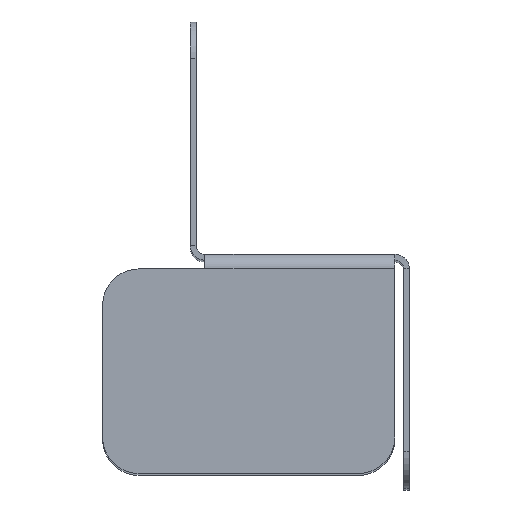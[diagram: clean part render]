
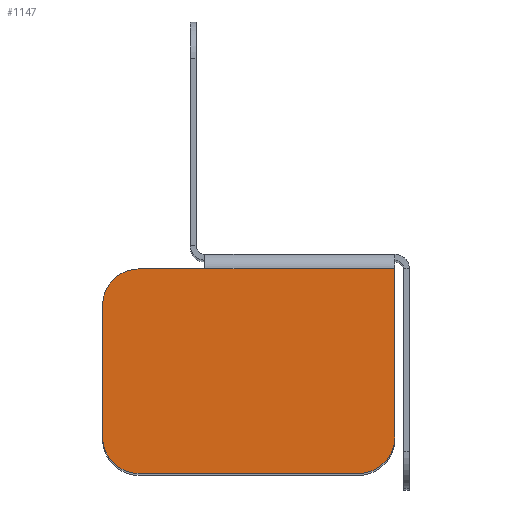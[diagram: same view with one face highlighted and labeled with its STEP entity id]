
A CAD part, top view. The second image highlights one B-rep face of the part: STEP entity #1147.
In plain terms, the highlighted planar face has unit normal (0, 0, 1).
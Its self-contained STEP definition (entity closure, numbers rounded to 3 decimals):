
#8 = CARTESIAN_POINT ( 'NONE',  ( -7.8, -61.8, 77. ) ) ;
#13 = CARTESIAN_POINT ( 'NONE',  ( -7.8, -33.8, 77. ) ) ;
#17 = CARTESIAN_POINT ( 'NONE',  ( -12.8, -56.8, 77. ) ) ;
#18 = CARTESIAN_POINT ( 'NONE',  ( 27.2, -56.8, 77. ) ) ;
#25 = CARTESIAN_POINT ( 'NONE',  ( 1.2, -33.8, 77. ) ) ;
#40 = CARTESIAN_POINT ( 'NONE',  ( -12.8, -38.8, 77. ) ) ;
#180 = CARTESIAN_POINT ( 'NONE',  ( 27.2, -33.8, 77. ) ) ;
#185 = CARTESIAN_POINT ( 'NONE',  ( 22.2, -61.8, 77. ) ) ;
#309 = EDGE_LOOP ( 'NONE', ( #500, #458, #486, #472, #516, #501, #459, #487 ) ) ;
#318 = EDGE_CURVE ( 'NONE', #979, #969, #622, .T. ) ;
#319 = EDGE_CURVE ( 'NONE', #1001, #975, #649, .T. ) ;
#333 = EDGE_CURVE ( 'NONE', #976, #959, #572, .T. ) ;
#334 = EDGE_CURVE ( 'NONE', #979, #959, #530, .T. ) ;
#335 = EDGE_CURVE ( 'NONE', #976, #982, #586, .T. ) ;
#337 = EDGE_CURVE ( 'NONE', #997, #982, #571, .T. ) ;
#458 = ORIENTED_EDGE ( 'NONE', *, *, #335, .T. ) ;
#459 = ORIENTED_EDGE ( 'NONE', *, *, #318, .F. ) ;
#472 = ORIENTED_EDGE ( 'NONE', *, *, #883, .T. ) ;
#486 = ORIENTED_EDGE ( 'NONE', *, *, #337, .F. ) ;
#487 = ORIENTED_EDGE ( 'NONE', *, *, #334, .T. ) ;
#500 = ORIENTED_EDGE ( 'NONE', *, *, #333, .F. ) ;
#501 = ORIENTED_EDGE ( 'NONE', *, *, #877, .F. ) ;
#516 = ORIENTED_EDGE ( 'NONE', *, *, #319, .F. ) ;
#529 = VECTOR ( 'NONE', #1283, 1000. ) ;
#530 = CIRCLE ( 'NONE', #855, 5. ) ;
#558 = VECTOR ( 'NONE', #1312, 1000. ) ;
#571 = LINE ( 'NONE', #1290, #529 ) ;
#572 = LINE ( 'NONE', #1314, #558 ) ;
#586 = CIRCLE ( 'NONE', #854, 5. ) ;
#621 = VECTOR ( 'NONE', #1488, 1000. ) ;
#622 = LINE ( 'NONE', #1493, #621 ) ;
#648 = VECTOR ( 'NONE', #1486, 1000. ) ;
#649 = LINE ( 'NONE', #1500, #648 ) ;
#658 = FACE_OUTER_BOUND ( 'NONE', #309, .T. ) ;
#745 = CIRCLE ( 'NONE', #834, 5. ) ;
#751 = VECTOR ( 'NONE', #1263, 1000. ) ;
#753 = LINE ( 'NONE', #1264, #751 ) ;
#804 = AXIS2_PLACEMENT_3D ( 'NONE', #1429, #1418, #1417 ) ;
#834 = AXIS2_PLACEMENT_3D ( 'NONE', #1238, #1237, #1234 ) ;
#854 = AXIS2_PLACEMENT_3D ( 'NONE', #1295, #1208, #1291 ) ;
#855 = AXIS2_PLACEMENT_3D ( 'NONE', #1305, #1303, #1301 ) ;
#877 = EDGE_CURVE ( 'NONE', #969, #1001, #753, .T. ) ;
#883 = EDGE_CURVE ( 'NONE', #997, #975, #745, .T. ) ;
#959 = VERTEX_POINT ( 'NONE', #40 ) ;
#969 = VERTEX_POINT ( 'NONE', #25 ) ;
#975 = VERTEX_POINT ( 'NONE', #18 ) ;
#976 = VERTEX_POINT ( 'NONE', #17 ) ;
#979 = VERTEX_POINT ( 'NONE', #13 ) ;
#982 = VERTEX_POINT ( 'NONE', #8 ) ;
#997 = VERTEX_POINT ( 'NONE', #185 ) ;
#1001 = VERTEX_POINT ( 'NONE', #180 ) ;
#1147 = ADVANCED_FACE ( 'NONE', ( #658 ), #1420, .F. ) ;
#1208 = DIRECTION ( 'NONE',  ( 0., 0., 1. ) ) ;
#1234 = DIRECTION ( 'NONE',  ( 0., 1., 0. ) ) ;
#1237 = DIRECTION ( 'NONE',  ( 0., 0., 1. ) ) ;
#1238 = CARTESIAN_POINT ( 'NONE',  ( 22.2, -56.8, 77. ) ) ;
#1263 = DIRECTION ( 'NONE',  ( 1., 0., 0. ) ) ;
#1264 = CARTESIAN_POINT ( 'NONE',  ( 27.2, -33.8, 77. ) ) ;
#1283 = DIRECTION ( 'NONE',  ( -1., 0., 0. ) ) ;
#1290 = CARTESIAN_POINT ( 'NONE',  ( 1.2, -61.8, 77. ) ) ;
#1291 = DIRECTION ( 'NONE',  ( 0., 1., 0. ) ) ;
#1295 = CARTESIAN_POINT ( 'NONE',  ( -7.8, -56.8, 77. ) ) ;
#1301 = DIRECTION ( 'NONE',  ( 0., 1., 0. ) ) ;
#1303 = DIRECTION ( 'NONE',  ( 0., 0., 1. ) ) ;
#1305 = CARTESIAN_POINT ( 'NONE',  ( -7.8, -38.8, 77. ) ) ;
#1312 = DIRECTION ( 'NONE',  ( 0., 1., 0. ) ) ;
#1314 = CARTESIAN_POINT ( 'NONE',  ( -12.8, -33.8, 77. ) ) ;
#1417 = DIRECTION ( 'NONE',  ( 0., 1., 0. ) ) ;
#1418 = DIRECTION ( 'NONE',  ( 0., 0., -1. ) ) ;
#1420 = PLANE ( 'NONE',  #804 ) ;
#1429 = CARTESIAN_POINT ( 'NONE',  ( 27.2, -32.6, 77. ) ) ;
#1486 = DIRECTION ( 'NONE',  ( 0., -1., 0. ) ) ;
#1488 = DIRECTION ( 'NONE',  ( 1., 0., 0. ) ) ;
#1493 = CARTESIAN_POINT ( 'NONE',  ( -12.8, -33.8, 77. ) ) ;
#1500 = CARTESIAN_POINT ( 'NONE',  ( 27.2, -61.8, 77. ) ) ;
